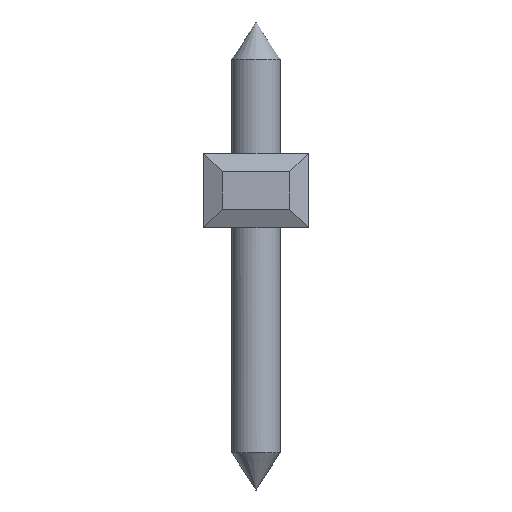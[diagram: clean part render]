
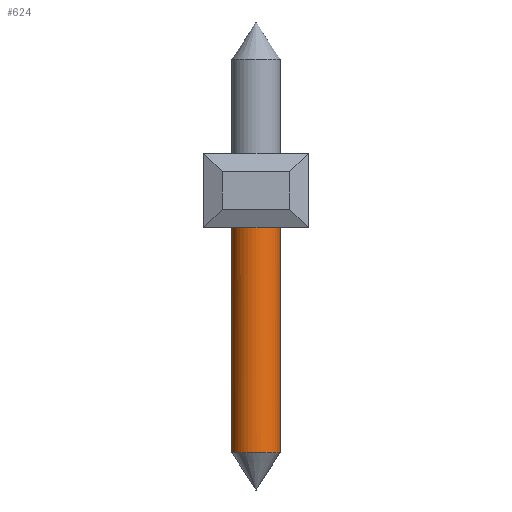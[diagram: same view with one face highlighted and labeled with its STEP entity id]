
A CAD part, left-side view. The second image highlights one B-rep face of the part: STEP entity #624.
In plain terms, the highlighted cylindrical face has radius 0.65 mm (diameter 1.3 mm), a full revolution.
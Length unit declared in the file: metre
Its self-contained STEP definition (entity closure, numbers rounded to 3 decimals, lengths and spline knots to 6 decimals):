
#624=ADVANCED_FACE('',(#1295,#1296),#1297,.T.);
#1295=FACE_OUTER_BOUND('',#2010,.T.);
#1296=FACE_OUTER_BOUND('',#2011,.T.);
#1297=CYLINDRICAL_SURFACE('',#2012,0.00065);
#2010=EDGE_LOOP('',(#3791));
#2011=EDGE_LOOP('',(#3792));
#2012=AXIS2_PLACEMENT_3D('',#3793,#3794,#3795);
#3791=ORIENTED_EDGE('',*,*,#4071,.F.);
#3792=ORIENTED_EDGE('',*,*,#4608,.F.);
#3793=CARTESIAN_POINT('',(-0.00435,-0.03326,0.0025));
#3794=DIRECTION('',(0.0,0.,-1.0));
#3795=DIRECTION('',(-1.0,0.0,0.0));
#4071=EDGE_CURVE('',#4832,#4832,#4833,.T.);
#4608=EDGE_CURVE('',#5590,#5590,#5591,.T.);
#4832=VERTEX_POINT('',#5886);
#4833=CIRCLE('',#5887,0.00065);
#5590=VERTEX_POINT('',#7008);
#5591=CIRCLE('',#7009,0.00065);
#5886=CARTESIAN_POINT('',(-0.00435,-0.03391,-0.0018));
#5887=AXIS2_PLACEMENT_3D('',#7159,#7160,#7161);
#7008=CARTESIAN_POINT('',(-0.00396,-0.03274,-0.008));
#7009=AXIS2_PLACEMENT_3D('',#7565,#7566,#7567);
#7159=CARTESIAN_POINT('',(-0.00435,-0.03326,-0.0018));
#7160=DIRECTION('',(0.0,0.,1.0));
#7161=DIRECTION('',(0.0,-1.0,0.));
#7565=CARTESIAN_POINT('',(-0.00435,-0.03326,-0.008));
#7566=DIRECTION('',(0.,0.,-1.0));
#7567=DIRECTION('',(0.6,0.8,0.));
